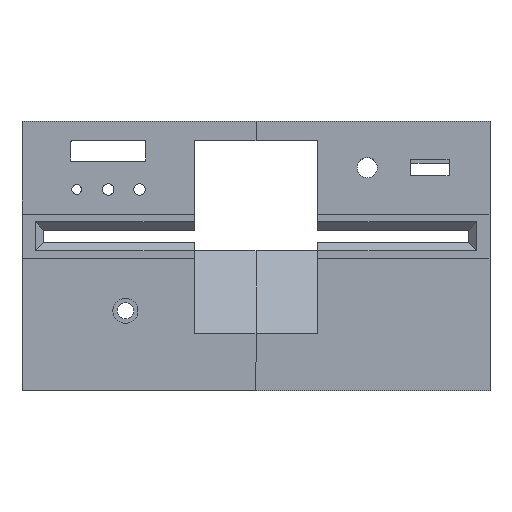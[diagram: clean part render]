
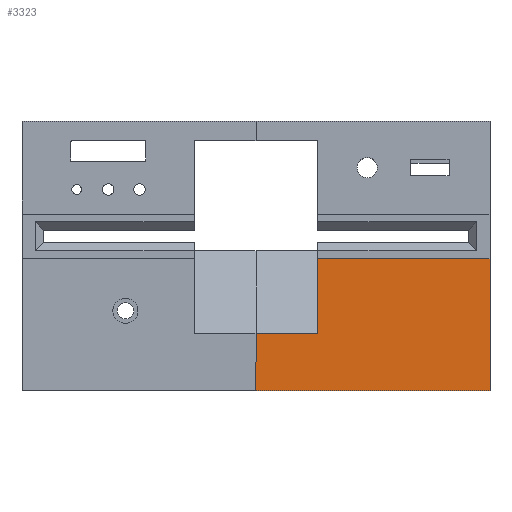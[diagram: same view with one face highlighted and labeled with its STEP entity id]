
A CAD part, top view. The second image highlights one B-rep face of the part: STEP entity #3323.
In plain terms, the highlighted planar face has unit normal (0, 0, 1).
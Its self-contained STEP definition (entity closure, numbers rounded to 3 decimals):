
#1290 = VERTEX_POINT('',#1291);
#1291 = CARTESIAN_POINT('',(74.65,-51.2,5.));
#1297 = EDGE_CURVE('',#1290,#1298,#1300,.T.);
#1298 = VERTEX_POINT('',#1299);
#1299 = CARTESIAN_POINT('',(0.,-51.2,5.));
#1300 = LINE('',#1301,#1302);
#1301 = CARTESIAN_POINT('',(74.65,-51.2,5.));
#1302 = VECTOR('',#1303,1.);
#1303 = DIRECTION('',(-1.,0.,0.));
#1353 = VERTEX_POINT('',#1354);
#1354 = CARTESIAN_POINT('',(74.65,-9.05,5.));
#1360 = EDGE_CURVE('',#1353,#1290,#1361,.T.);
#1361 = LINE('',#1362,#1363);
#1362 = CARTESIAN_POINT('',(74.65,-9.05,5.));
#1363 = VECTOR('',#1364,1.);
#1364 = DIRECTION('',(0.,-1.,-0.));
#2349 = VERTEX_POINT('',#2350);
#2350 = CARTESIAN_POINT('',(19.7,-9.05,5.));
#2356 = EDGE_CURVE('',#2357,#2349,#2359,.T.);
#2357 = VERTEX_POINT('',#2358);
#2358 = CARTESIAN_POINT('',(19.7,-32.8,5.));
#2359 = LINE('',#2360,#2361);
#2360 = CARTESIAN_POINT('',(19.7,-5.196,5.));
#2361 = VECTOR('',#2362,1.);
#2362 = DIRECTION('',(0.,1.,0.));
#3323 = ADVANCED_FACE('',(#3324),#3349,.T.);
#3324 = FACE_BOUND('',#3325,.F.);
#3325 = EDGE_LOOP('',(#3326,#3327,#3333,#3334,#3335,#3343));
#3326 = ORIENTED_EDGE('',*,*,#2356,.T.);
#3327 = ORIENTED_EDGE('',*,*,#3328,.T.);
#3328 = EDGE_CURVE('',#2349,#1353,#3329,.T.);
#3329 = LINE('',#3330,#3331);
#3330 = CARTESIAN_POINT('',(19.7,-9.05,5.));
#3331 = VECTOR('',#3332,1.);
#3332 = DIRECTION('',(1.,0.,0.));
#3333 = ORIENTED_EDGE('',*,*,#1360,.T.);
#3334 = ORIENTED_EDGE('',*,*,#1297,.T.);
#3335 = ORIENTED_EDGE('',*,*,#3336,.T.);
#3336 = EDGE_CURVE('',#1298,#3337,#3339,.T.);
#3337 = VERTEX_POINT('',#3338);
#3338 = CARTESIAN_POINT('',(0.,-32.8,5.));
#3339 = LINE('',#3340,#3341);
#3340 = CARTESIAN_POINT('',(0.,-51.2,5.));
#3341 = VECTOR('',#3342,1.);
#3342 = DIRECTION('',(0.,1.,0.));
#3343 = ORIENTED_EDGE('',*,*,#3344,.T.);
#3344 = EDGE_CURVE('',#3337,#2357,#3345,.T.);
#3345 = LINE('',#3346,#3347);
#3346 = CARTESIAN_POINT('',(28.513,-32.8,5.));
#3347 = VECTOR('',#3348,1.);
#3348 = DIRECTION('',(1.,0.,0.));
#3349 = PLANE('',#3350);
#3350 = AXIS2_PLACEMENT_3D('',#3351,#3352,#3353);
#3351 = CARTESIAN_POINT('',(37.325,-6.491,5.));
#3352 = DIRECTION('',(0.,0.,1.));
#3353 = DIRECTION('',(1.,0.,0.));
